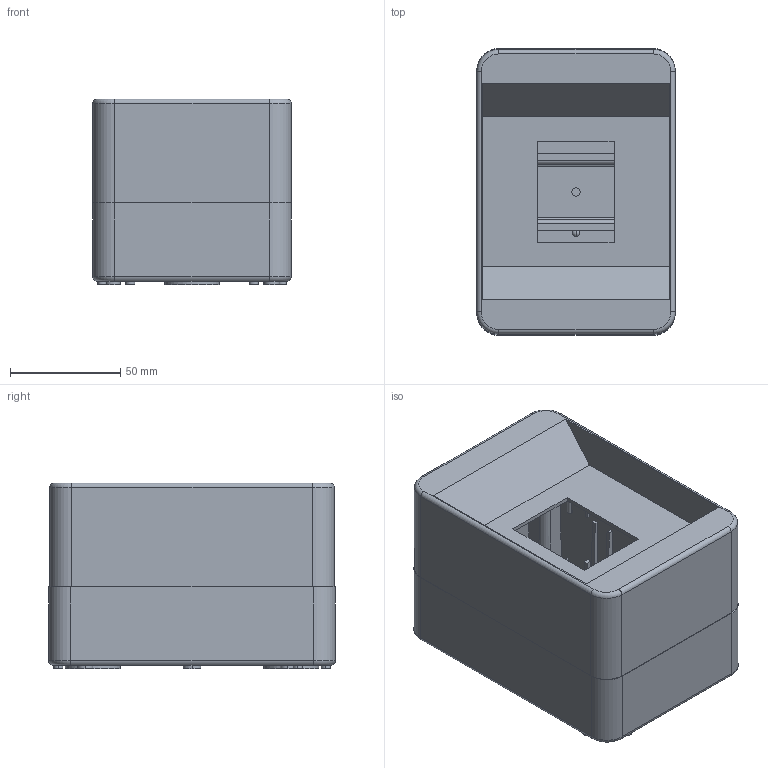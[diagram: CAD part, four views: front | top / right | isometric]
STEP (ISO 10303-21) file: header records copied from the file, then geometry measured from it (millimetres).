
FILE_DESCRIPTION((''),'2;1');
FILE_NAME('GW40023_ASM','2021-08-03T16:04:31',('user'),('Axiro Italia'),'CREO PARAMETRIC BY PTC INC, 2020354','CREO PARAMETRIC BY PTC INC, 2020354','');
FILE_SCHEMA(('CONFIG_CONTROL_DESIGN'));
Length unit declared in the file: millimetre
Products named in the file (4): GW40023_SCATOLA_OR; GW40023_COPERCHIO_OR; GUIDA_DIN_4; GW40023_ASM
Assembly tree (3 placements, depth 2):
  GW40023_ASM
    GW40023_SCATOLA_OR
    GW40023_COPERCHIO_OR
    GUIDA_DIN_4
Bounding box: 90 x 130 x 84.2 mm (x, y, z)
Volume: 130788.8 mm3; surface area: 133150.5 mm2
Topology: 3 solids, 3 shells, 435 faces, 1140 edges, 745 vertices
Faces by surface type: plane 297, cylinder 110, cone 18, torus 8, sphere 2
Entity records: 13430 total; most frequent: CARTESIAN_POINT 2361, ORIENTED_EDGE 2276, DIRECTION 2268, EDGE_CURVE 1138, VECTOR 876, LINE 876, VERTEX_POINT 745, AXIS2_PLACEMENT_3D 696
